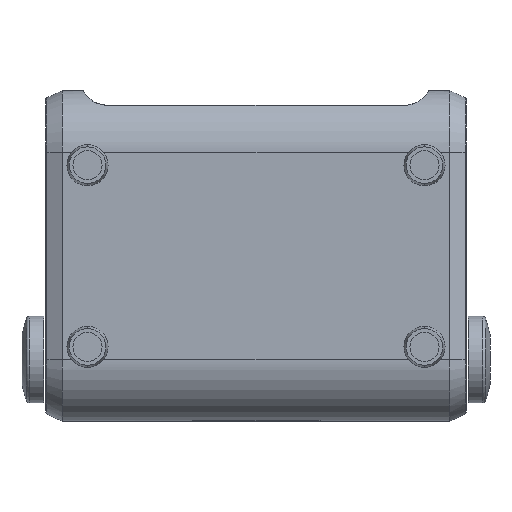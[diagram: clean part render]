
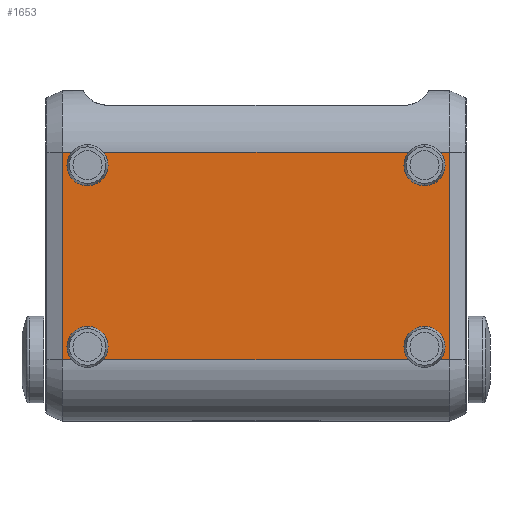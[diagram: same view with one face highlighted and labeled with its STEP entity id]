
A CAD part, front view. The second image highlights one B-rep face of the part: STEP entity #1653.
In plain terms, the highlighted planar face has unit normal (0, -1, 0).
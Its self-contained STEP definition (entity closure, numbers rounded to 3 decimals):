
#27 = CARTESIAN_POINT ( 'NONE',  ( 57.8, -17., 28.5 ) ) ;
#72 = VERTEX_POINT ( 'NONE', #9466 ) ;
#156 = DIRECTION ( 'NONE',  ( 0., -1., 0. ) ) ;
#167 = CARTESIAN_POINT ( 'NONE',  ( 46.35, -17., 19.35 ) ) ;
#248 = ORIENTED_EDGE ( 'NONE', *, *, #4198, .F. ) ;
#354 = CIRCLE ( 'NONE', #10961, 5.65 ) ;
#358 = CIRCLE ( 'NONE', #7427, 5.65 ) ;
#528 = VERTEX_POINT ( 'NONE', #1345 ) ;
#529 = EDGE_CURVE ( 'NONE', #8901, #10270, #5616, .T. ) ;
#545 = CIRCLE ( 'NONE', #8163, 5.65 ) ;
#608 = CARTESIAN_POINT ( 'NONE',  ( 57.8, -17., 28.5 ) ) ;
#739 = VERTEX_POINT ( 'NONE', #10046 ) ;
#812 = LINE ( 'NONE', #4987, #3029 ) ;
#898 = DIRECTION ( 'NONE',  ( 0., 0., -1. ) ) ;
#905 = AXIS2_PLACEMENT_3D ( 'NONE', #984, #6100, #1032 ) ;
#959 = VERTEX_POINT ( 'NONE', #10655 ) ;
#984 = CARTESIAN_POINT ( 'NONE',  ( -46.35, -17., -25. ) ) ;
#1032 = DIRECTION ( 'NONE',  ( 0., 0., -1. ) ) ;
#1060 = DIRECTION ( 'NONE',  ( 0., -1., 0. ) ) ;
#1140 = EDGE_CURVE ( 'NONE', #5206, #1808, #9205, .T. ) ;
#1271 = CARTESIAN_POINT ( 'NONE',  ( 50.785, -17., -28.5 ) ) ;
#1345 = CARTESIAN_POINT ( 'NONE',  ( -50.785, -17., -28.5 ) ) ;
#1407 = ORIENTED_EDGE ( 'NONE', *, *, #9958, .F. ) ;
#1421 = AXIS2_PLACEMENT_3D ( 'NONE', #1780, #1060, #898 ) ;
#1469 = CARTESIAN_POINT ( 'NONE',  ( 57.8, -17., -28.5 ) ) ;
#1510 = CARTESIAN_POINT ( 'NONE',  ( 57.8, -17., 28.5 ) ) ;
#1529 = DIRECTION ( 'NONE',  ( 0., 0., -1. ) ) ;
#1653 = ADVANCED_FACE ( 'NONE', ( #8371 ), #10959, .F. ) ;
#1751 = VECTOR ( 'NONE', #4154, 1000. ) ;
#1763 = ORIENTED_EDGE ( 'NONE', *, *, #529, .F. ) ;
#1780 = CARTESIAN_POINT ( 'NONE',  ( -46.35, -17., 25. ) ) ;
#1808 = VERTEX_POINT ( 'NONE', #3641 ) ;
#2113 = VECTOR ( 'NONE', #5198, 1000. ) ;
#2189 = EDGE_CURVE ( 'NONE', #5998, #739, #10887, .T. ) ;
#2277 = DIRECTION ( 'NONE',  ( -1., 0., 0. ) ) ;
#2386 = CARTESIAN_POINT ( 'NONE',  ( 46.35, -17., 25. ) ) ;
#2419 = DIRECTION ( 'NONE',  ( 0., 0., 1. ) ) ;
#2747 = LINE ( 'NONE', #7034, #2113 ) ;
#3029 = VECTOR ( 'NONE', #2419, 1000. ) ;
#3297 = DIRECTION ( 'NONE',  ( 0., -1., 0. ) ) ;
#3312 = CARTESIAN_POINT ( 'NONE',  ( 53.3, -17., 28.5 ) ) ;
#3421 = CARTESIAN_POINT ( 'NONE',  ( 57.8, -17., 28.5 ) ) ;
#3443 = CARTESIAN_POINT ( 'NONE',  ( 41.915, -17., 28.5 ) ) ;
#3454 = DIRECTION ( 'NONE',  ( 0., 0., -1. ) ) ;
#3512 = DIRECTION ( 'NONE',  ( -1., 0., 0. ) ) ;
#3614 = CARTESIAN_POINT ( 'NONE',  ( -50.785, -17., 28.5 ) ) ;
#3633 = LINE ( 'NONE', #6859, #5483 ) ;
#3641 = CARTESIAN_POINT ( 'NONE',  ( 50.785, -17., 28.5 ) ) ;
#3797 = CARTESIAN_POINT ( 'NONE',  ( 46.35, -17., -19.35 ) ) ;
#3873 = DIRECTION ( 'NONE',  ( 0., -1., 0. ) ) ;
#3915 = CIRCLE ( 'NONE', #905, 5.65 ) ;
#4005 = EDGE_CURVE ( 'NONE', #4816, #739, #358, .T. ) ;
#4116 = AXIS2_PLACEMENT_3D ( 'NONE', #2386, #5730, #9827 ) ;
#4154 = DIRECTION ( 'NONE',  ( -1., 0., 0. ) ) ;
#4198 = EDGE_CURVE ( 'NONE', #528, #72, #6367, .T. ) ;
#4400 = ORIENTED_EDGE ( 'NONE', *, *, #4005, .F. ) ;
#4816 = VERTEX_POINT ( 'NONE', #7839 ) ;
#4823 = VERTEX_POINT ( 'NONE', #3614 ) ;
#4845 = VERTEX_POINT ( 'NONE', #7063 ) ;
#4924 = EDGE_CURVE ( 'NONE', #4823, #4816, #9215, .T. ) ;
#4960 = AXIS2_PLACEMENT_3D ( 'NONE', #3421, #9307, #10187 ) ;
#4987 = CARTESIAN_POINT ( 'NONE',  ( 53.3, -17., 28.5 ) ) ;
#5083 = DIRECTION ( 'NONE',  ( 0., 0., -1. ) ) ;
#5100 = ORIENTED_EDGE ( 'NONE', *, *, #1140, .T. ) ;
#5142 = CARTESIAN_POINT ( 'NONE',  ( -46.35, -17., 25. ) ) ;
#5198 = DIRECTION ( 'NONE',  ( 0., 0., -1. ) ) ;
#5206 = VERTEX_POINT ( 'NONE', #3312 ) ;
#5444 = ORIENTED_EDGE ( 'NONE', *, *, #9982, .T. ) ;
#5483 = VECTOR ( 'NONE', #3512, 1000. ) ;
#5616 = LINE ( 'NONE', #9784, #7601 ) ;
#5638 = EDGE_CURVE ( 'NONE', #10270, #5795, #545, .T. ) ;
#5694 = DIRECTION ( 'NONE',  ( -1., 0., 0. ) ) ;
#5730 = DIRECTION ( 'NONE',  ( 0., -1., 0. ) ) ;
#5788 = CARTESIAN_POINT ( 'NONE',  ( -53.3, -17., 28.5 ) ) ;
#5790 = DIRECTION ( 'NONE',  ( -1., 0., 0. ) ) ;
#5795 = VERTEX_POINT ( 'NONE', #3797 ) ;
#5845 = VECTOR ( 'NONE', #5694, 1000. ) ;
#5998 = VERTEX_POINT ( 'NONE', #3443 ) ;
#6100 = DIRECTION ( 'NONE',  ( 0., -1., 0. ) ) ;
#6204 = EDGE_CURVE ( 'NONE', #5795, #959, #9070, .T. ) ;
#6367 = LINE ( 'NONE', #1469, #5845 ) ;
#6404 = AXIS2_PLACEMENT_3D ( 'NONE', #8354, #7408, #3454 ) ;
#6405 = ORIENTED_EDGE ( 'NONE', *, *, #2189, .T. ) ;
#6621 = VERTEX_POINT ( 'NONE', #7716 ) ;
#6624 = DIRECTION ( 'NONE',  ( 0., -1., 0. ) ) ;
#6627 = EDGE_LOOP ( 'NONE', ( #1407, #10302, #9160, #1763, #10315, #5100, #9674, #6996, #6405, #4400, #10030, #7168, #5444, #248, #10713, #8109 ) ) ;
#6859 = CARTESIAN_POINT ( 'NONE',  ( 57.8, -17., -28.5 ) ) ;
#6951 = VERTEX_POINT ( 'NONE', #167 ) ;
#6996 = ORIENTED_EDGE ( 'NONE', *, *, #7515, .F. ) ;
#7034 = CARTESIAN_POINT ( 'NONE',  ( -53.3, -17., 28.5 ) ) ;
#7063 = CARTESIAN_POINT ( 'NONE',  ( -41.915, -17., -28.5 ) ) ;
#7168 = ORIENTED_EDGE ( 'NONE', *, *, #7869, .T. ) ;
#7193 = CARTESIAN_POINT ( 'NONE',  ( 53.3, -17., -28.5 ) ) ;
#7408 = DIRECTION ( 'NONE',  ( 0., -1., 0. ) ) ;
#7427 = AXIS2_PLACEMENT_3D ( 'NONE', #5142, #3297, #1529 ) ;
#7515 = EDGE_CURVE ( 'NONE', #5998, #6951, #10095, .T. ) ;
#7601 = VECTOR ( 'NONE', #2277, 1000. ) ;
#7716 = CARTESIAN_POINT ( 'NONE',  ( -46.35, -17., -19.35 ) ) ;
#7801 = VERTEX_POINT ( 'NONE', #5788 ) ;
#7839 = CARTESIAN_POINT ( 'NONE',  ( -46.35, -17., 19.35 ) ) ;
#7869 = EDGE_CURVE ( 'NONE', #4823, #7801, #9003, .T. ) ;
#8010 = AXIS2_PLACEMENT_3D ( 'NONE', #9105, #6624, #10150 ) ;
#8109 = ORIENTED_EDGE ( 'NONE', *, *, #8454, .F. ) ;
#8163 = AXIS2_PLACEMENT_3D ( 'NONE', #8529, #156, #5083 ) ;
#8234 = EDGE_CURVE ( 'NONE', #8901, #5206, #812, .T. ) ;
#8354 = CARTESIAN_POINT ( 'NONE',  ( 46.35, -17., 25. ) ) ;
#8371 = FACE_OUTER_BOUND ( 'NONE', #6627, .T. ) ;
#8454 = EDGE_CURVE ( 'NONE', #4845, #6621, #3915, .T. ) ;
#8529 = CARTESIAN_POINT ( 'NONE',  ( 46.35, -17., -25. ) ) ;
#8901 = VERTEX_POINT ( 'NONE', #7193 ) ;
#8910 = CIRCLE ( 'NONE', #4116, 5.65 ) ;
#9003 = LINE ( 'NONE', #1510, #9211 ) ;
#9070 = CIRCLE ( 'NONE', #8010, 5.65 ) ;
#9105 = CARTESIAN_POINT ( 'NONE',  ( 46.35, -17., -25. ) ) ;
#9160 = ORIENTED_EDGE ( 'NONE', *, *, #5638, .F. ) ;
#9205 = LINE ( 'NONE', #608, #1751 ) ;
#9211 = VECTOR ( 'NONE', #10675, 1000. ) ;
#9215 = CIRCLE ( 'NONE', #1421, 5.65 ) ;
#9307 = DIRECTION ( 'NONE',  ( 0., 1., 0. ) ) ;
#9437 = EDGE_CURVE ( 'NONE', #6951, #1808, #8910, .T. ) ;
#9466 = CARTESIAN_POINT ( 'NONE',  ( -53.3, -17., -28.5 ) ) ;
#9536 = VECTOR ( 'NONE', #5790, 1000. ) ;
#9674 = ORIENTED_EDGE ( 'NONE', *, *, #9437, .F. ) ;
#9784 = CARTESIAN_POINT ( 'NONE',  ( 57.8, -17., -28.5 ) ) ;
#9827 = DIRECTION ( 'NONE',  ( 0., 0., -1. ) ) ;
#9927 = EDGE_CURVE ( 'NONE', #6621, #528, #354, .T. ) ;
#9958 = EDGE_CURVE ( 'NONE', #959, #4845, #3633, .T. ) ;
#9982 = EDGE_CURVE ( 'NONE', #7801, #72, #2747, .T. ) ;
#10030 = ORIENTED_EDGE ( 'NONE', *, *, #4924, .F. ) ;
#10046 = CARTESIAN_POINT ( 'NONE',  ( -41.915, -17., 28.5 ) ) ;
#10095 = CIRCLE ( 'NONE', #6404, 5.65 ) ;
#10150 = DIRECTION ( 'NONE',  ( 0., 0., -1. ) ) ;
#10187 = DIRECTION ( 'NONE',  ( 0., 0., 1. ) ) ;
#10270 = VERTEX_POINT ( 'NONE', #1271 ) ;
#10302 = ORIENTED_EDGE ( 'NONE', *, *, #6204, .F. ) ;
#10315 = ORIENTED_EDGE ( 'NONE', *, *, #8234, .T. ) ;
#10647 = CARTESIAN_POINT ( 'NONE',  ( -46.35, -17., -25. ) ) ;
#10655 = CARTESIAN_POINT ( 'NONE',  ( 41.915, -17., -28.5 ) ) ;
#10675 = DIRECTION ( 'NONE',  ( -1., 0., 0. ) ) ;
#10713 = ORIENTED_EDGE ( 'NONE', *, *, #9927, .F. ) ;
#10749 = DIRECTION ( 'NONE',  ( 0., 0., -1. ) ) ;
#10887 = LINE ( 'NONE', #27, #9536 ) ;
#10959 = PLANE ( 'NONE',  #4960 ) ;
#10961 = AXIS2_PLACEMENT_3D ( 'NONE', #10647, #3873, #10749 ) ;
